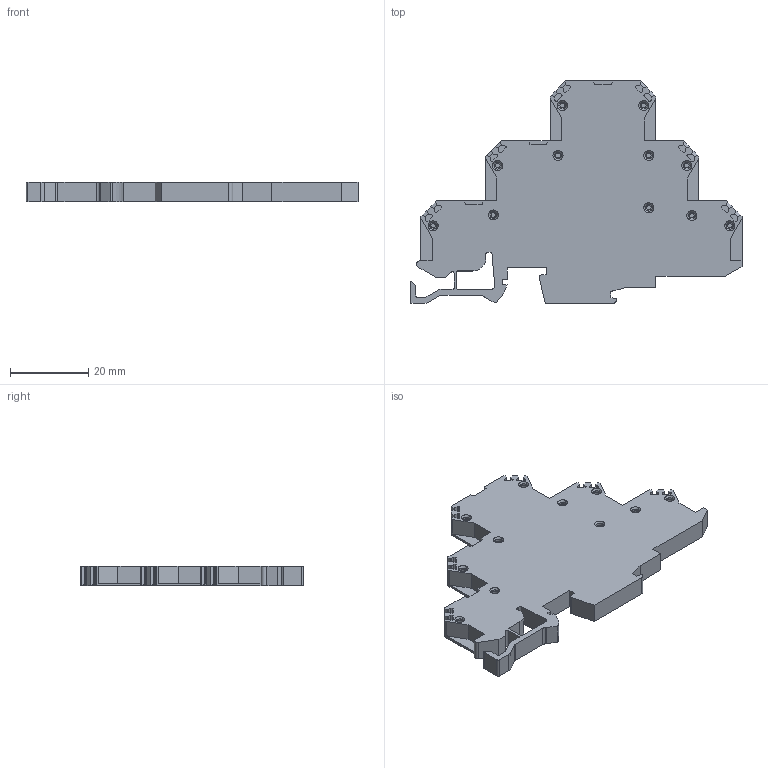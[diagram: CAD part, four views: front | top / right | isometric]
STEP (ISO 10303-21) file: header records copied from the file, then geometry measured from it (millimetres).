
FILE_DESCRIPTION(('FreeCAD Model'),'2;1');
FILE_NAME('1299_IKD_2,5_PNP_AC_LED(GN)_220V_KOMBI_32.stp','2018-08-31T11:34:05',( 'Author'),(''),'Open CASCADE STEP processor 7.2','FreeCAD','Unknown' );
FILE_SCHEMA(('AUTOMOTIVE_DESIGN { 1 0 10303 214 1 1 1 1 }'));
Length unit declared in the file: millimetre
Products named in the file (1): 1299_IKD_2,5_PNP_AC_LED(GN)_220V_KOMBI_32
Bounding box: 84.8 x 56.85 x 5.08 mm (x, y, z)
Volume: 13870 mm3; surface area: 8365.7 mm2
Topology: 1 solids, 1 shells, 463 faces, 1185 edges, 750 vertices
Faces by surface type: plane 265, cylinder 128, cone 44, torus 26
Entity records: 29522 total; most frequent: CARTESIAN_POINT 5149, DIRECTION 4750, LINE 3021, VECTOR 3021, ORIENTED_EDGE 2370, PCURVE 2370, DEFINITIONAL_REPRESENTATION 2370, EDGE_CURVE 1185
